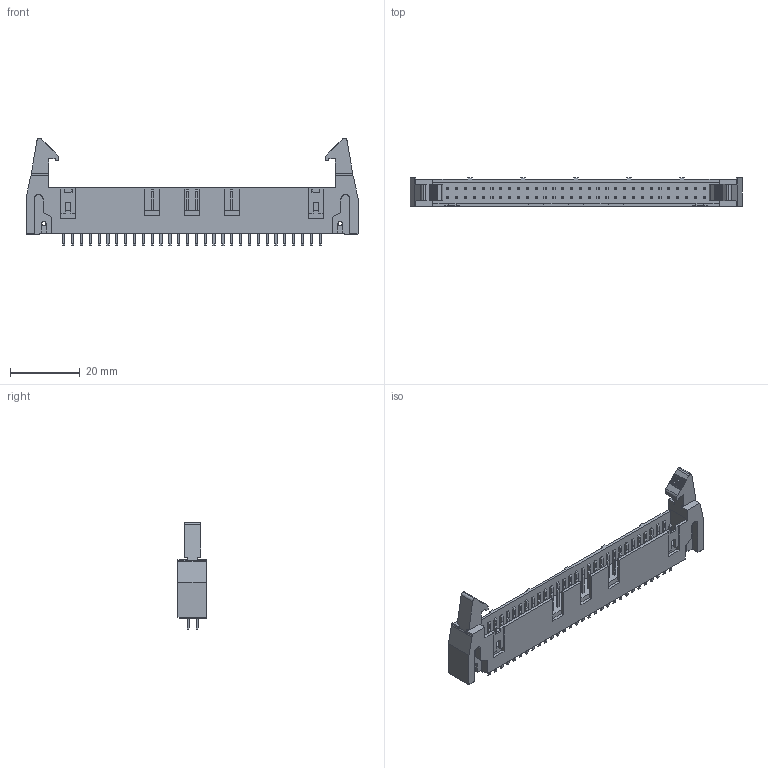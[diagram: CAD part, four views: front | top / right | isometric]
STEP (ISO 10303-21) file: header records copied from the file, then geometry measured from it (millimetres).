
FILE_DESCRIPTION(('STEP AP214'),'1');
FILE_NAME('header_awh60g-0232-t.stp','2015-04-21T12:45:38',('TraceParts'),('TraceParts S.A.'),'XStep 1.0',' ',' ');
FILE_SCHEMA(('automotive_design'));
Length unit declared in the file: millimetre
Products named in the file (1): 1
Bounding box: 95.4 x 8.3 x 30.9 mm (x, y, z)
Volume: 7163.2 mm3; surface area: 7531.3 mm2
Topology: 1 solids, 1 shells, 1088 faces, 2896 edges, 1924 vertices
Faces by surface type: plane 1030, cylinder 58
Entity records: 66014 total; most frequent: CARTESIAN_POINT 5909, STYLED_ITEM 5908, PRESENTATION_STYLE_ASSIGNMENT 5908, COLOUR_RGB 5908, ORIENTED_EDGE 5792, DIRECTION 5192, EDGE_CURVE 2896, CURVE_STYLE 2896
